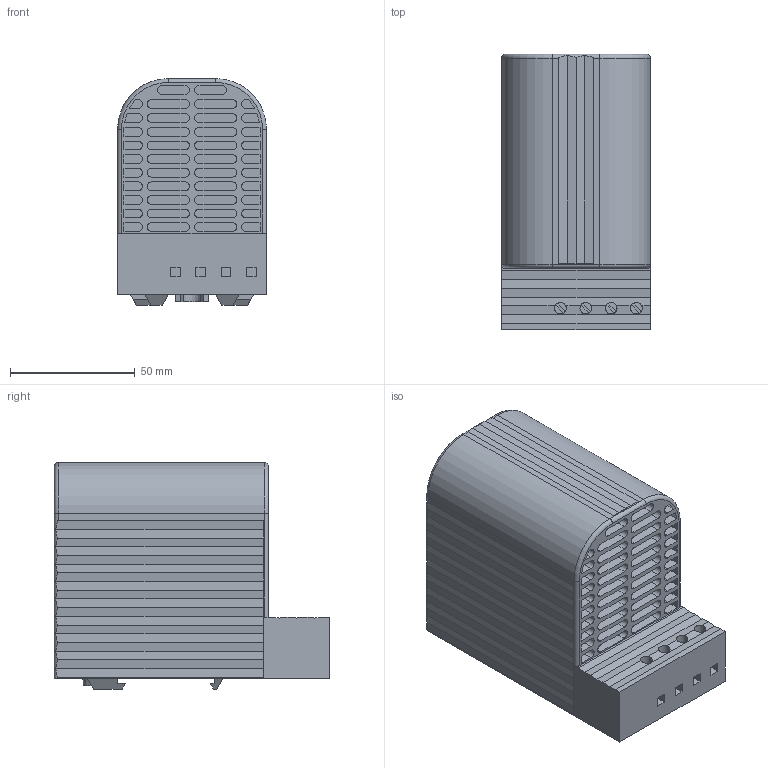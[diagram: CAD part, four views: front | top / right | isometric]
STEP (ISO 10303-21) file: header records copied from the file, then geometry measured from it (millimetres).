
FILE_DESCRIPTION (( 'STEP AP214' ), '1' );
FILE_NAME ('060100-00.STEP', '2014-06-25T16:10:20', ( '' ), ( '' ), 'SwSTEP 2.0', 'SolidWorks 2013', '' );
FILE_SCHEMA (( 'AUTOMOTIVE_DESIGN' ));
Length unit declared in the file: inch
Products named in the file (1): 060100-00
Bounding box: 59.69 x 110.36 x 90.93 mm (x, y, z)
Volume: 436831 mm3; surface area: 58594.4 mm2
Topology: 1 solids, 17 shells, 817 faces, 1941 edges, 1280 vertices
Faces by surface type: plane 601, cylinder 210, torus 4, cone 2
Entity records: 33424 total; most frequent: CARTESIAN_POINT 4207, DIRECTION 3941, ORIENTED_EDGE 3882, EDGE_CURVE 1941, LINE 1465, VECTOR 1465, VERTEX_POINT 1280, AXIS2_PLACEMENT_3D 1238
